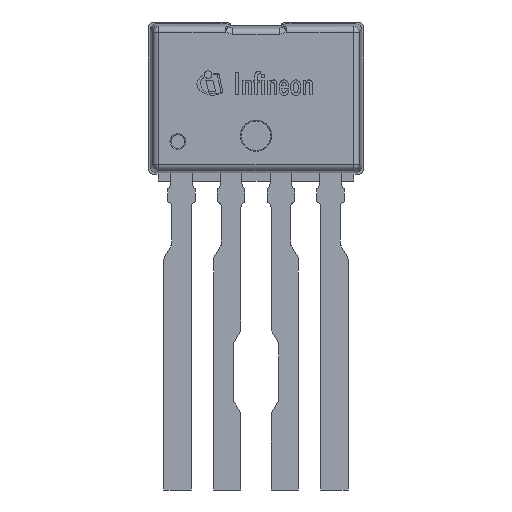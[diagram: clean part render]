
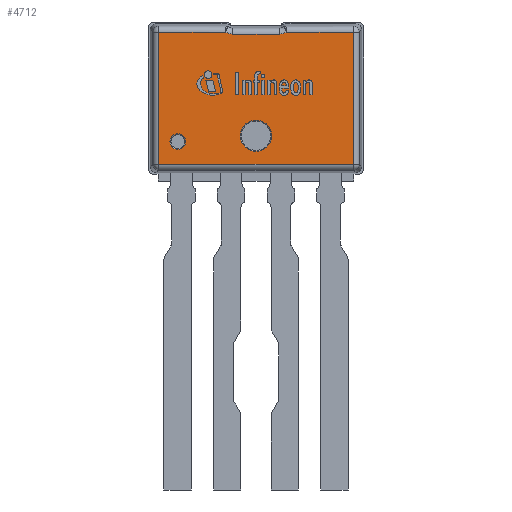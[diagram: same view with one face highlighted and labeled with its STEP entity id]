
A CAD part, left-side view. The second image highlights one B-rep face of the part: STEP entity #4712.
In plain terms, the highlighted planar face has unit normal (-1, 0, 0).
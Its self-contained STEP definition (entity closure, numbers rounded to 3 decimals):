
#80=FACE_BOUND('',#1564,.T.);
#81=FACE_BOUND('',#1565,.T.);
#114=LINE('',#6781,#625);
#117=LINE('',#6798,#628);
#120=LINE('',#6809,#631);
#124=LINE('',#6951,#635);
#127=LINE('',#6958,#638);
#131=LINE('',#6975,#642);
#625=VECTOR('',#5407,1000.);
#628=VECTOR('',#5428,1000.);
#631=VECTOR('',#5439,1000.);
#635=VECTOR('',#5465,1000.);
#638=VECTOR('',#5472,1000.);
#642=VECTOR('',#5494,1000.);
#1274=FACE_OUTER_BOUND('',#1563,.T.);
#1563=EDGE_LOOP('',(#3175,#3176,#3177,#3178,#3179,#3180,#3181,#3182));
#1564=EDGE_LOOP('',(#3183));
#1565=EDGE_LOOP('',(#3184));
#1846=CIRCLE('',#5010,0.359);
#1852=CIRCLE('',#5022,0.359);
#1862=CIRCLE('',#5045,0.4);
#1863=CIRCLE('',#5046,0.2);
#1960=VERTEX_POINT('',#6753);
#1964=VERTEX_POINT('',#6779);
#1965=VERTEX_POINT('',#6784);
#1968=VERTEX_POINT('',#6794);
#1973=VERTEX_POINT('',#6807);
#1974=VERTEX_POINT('',#6812);
#1981=VERTEX_POINT('',#6949);
#1982=VERTEX_POINT('',#6954);
#1990=VERTEX_POINT('',#6983);
#1991=VERTEX_POINT('',#6985);
#2414=EDGE_CURVE('',#1960,#1964,#114,.T.);
#2418=EDGE_CURVE('',#1965,#1960,#1846,.T.);
#2423=EDGE_CURVE('',#1968,#1965,#117,.T.);
#2428=EDGE_CURVE('',#1964,#1973,#120,.T.);
#2432=EDGE_CURVE('',#1974,#1968,#1852,.T.);
#2441=EDGE_CURVE('',#1973,#1981,#124,.T.);
#2445=EDGE_CURVE('',#1982,#1974,#127,.T.);
#2454=EDGE_CURVE('',#1981,#1982,#131,.T.);
#2458=EDGE_CURVE('',#1990,#1990,#1862,.T.);
#2459=EDGE_CURVE('',#1991,#1991,#1863,.T.);
#3175=ORIENTED_EDGE('',*,*,#2418,.T.);
#3176=ORIENTED_EDGE('',*,*,#2414,.T.);
#3177=ORIENTED_EDGE('',*,*,#2428,.T.);
#3178=ORIENTED_EDGE('',*,*,#2441,.T.);
#3179=ORIENTED_EDGE('',*,*,#2454,.T.);
#3180=ORIENTED_EDGE('',*,*,#2445,.T.);
#3181=ORIENTED_EDGE('',*,*,#2432,.T.);
#3182=ORIENTED_EDGE('',*,*,#2423,.T.);
#3183=ORIENTED_EDGE('',*,*,#2458,.F.);
#3184=ORIENTED_EDGE('',*,*,#2459,.F.);
#4507=PLANE('',#5044);
#4712=ADVANCED_FACE('',(#1274,#80,#81),#4507,.T.);
#5010=AXIS2_PLACEMENT_3D('',#6788,#5415,#5416);
#5022=AXIS2_PLACEMENT_3D('',#6864,#5445,#5446);
#5044=AXIS2_PLACEMENT_3D('',#6982,#5501,#5502);
#5045=AXIS2_PLACEMENT_3D('',#6984,#5503,#5504);
#5046=AXIS2_PLACEMENT_3D('',#6986,#5505,#5506);
#5407=DIRECTION('',(0.,1.,0.));
#5415=DIRECTION('center_axis',(1.,0.,0.));
#5416=DIRECTION('ref_axis',(0.,-1.,0.));
#5428=DIRECTION('',(0.,1.,0.));
#5439=DIRECTION('',(0.,0.,-1.));
#5445=DIRECTION('center_axis',(1.,0.,0.));
#5446=DIRECTION('ref_axis',(0.,-1.,0.));
#5465=DIRECTION('',(0.,-1.,0.));
#5472=DIRECTION('',(0.,1.,0.));
#5494=DIRECTION('',(0.,0.,1.));
#5501=DIRECTION('center_axis',(-1.,0.,0.));
#5502=DIRECTION('ref_axis',(0.,-1.,0.));
#5503=DIRECTION('center_axis',(-1.,0.,0.));
#5504=DIRECTION('ref_axis',(0.,-1.,0.));
#5505=DIRECTION('center_axis',(-1.,0.,0.));
#5506=DIRECTION('ref_axis',(0.,-1.,0.));
#6753=CARTESIAN_POINT('',(-0.745,0.783,4.336));
#6779=CARTESIAN_POINT('',(-0.745,2.491,4.336));
#6781=CARTESIAN_POINT('',(-0.745,2.624,4.336));
#6784=CARTESIAN_POINT('',(-0.745,0.6,4.286));
#6788=CARTESIAN_POINT('Origin',(-0.745,0.6,4.645));
#6794=CARTESIAN_POINT('',(-0.745,-0.6,4.286));
#6798=CARTESIAN_POINT('',(-0.745,0.6,4.286));
#6807=CARTESIAN_POINT('',(-0.745,2.491,0.954));
#6809=CARTESIAN_POINT('',(-0.745,2.491,0.821));
#6812=CARTESIAN_POINT('',(-0.745,-0.783,4.336));
#6864=CARTESIAN_POINT('Origin',(-0.745,-0.6,4.645));
#6949=CARTESIAN_POINT('',(-0.745,-2.491,0.954));
#6951=CARTESIAN_POINT('',(-0.745,-2.624,0.954));
#6954=CARTESIAN_POINT('',(-0.745,-2.491,4.336));
#6958=CARTESIAN_POINT('',(-0.745,-0.766,4.336));
#6975=CARTESIAN_POINT('',(-0.745,-2.491,4.469));
#6982=CARTESIAN_POINT('Origin',(-0.745,-0.6,4.645));
#6983=CARTESIAN_POINT('',(-0.745,0.4,1.685));
#6984=CARTESIAN_POINT('Origin',(-0.745,0.,1.685));
#6985=CARTESIAN_POINT('',(-0.745,2.2,1.535));
#6986=CARTESIAN_POINT('Origin',(-0.745,2.,1.535));
